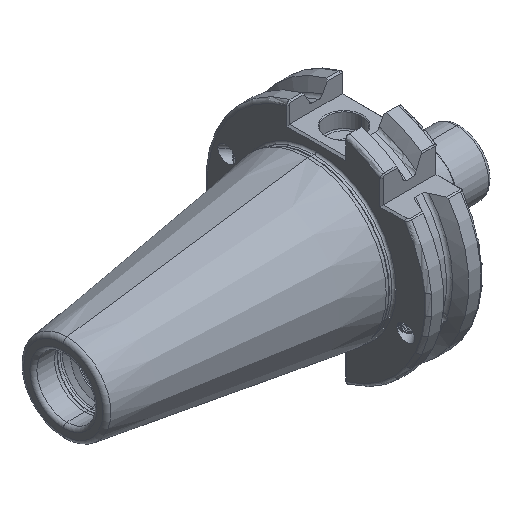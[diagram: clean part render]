
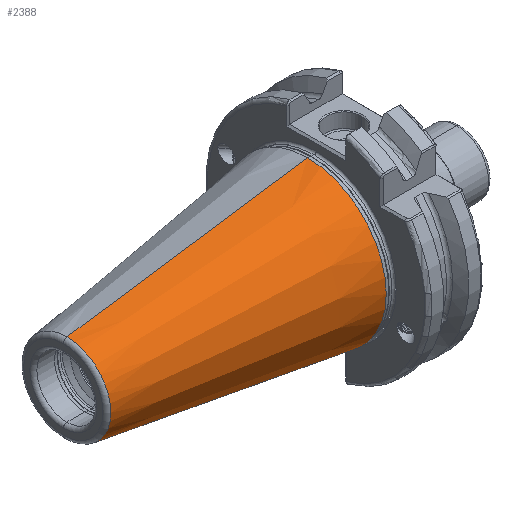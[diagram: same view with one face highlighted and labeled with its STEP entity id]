
A CAD part, isometric view. The second image highlights one B-rep face of the part: STEP entity #2388.
In plain terms, the highlighted conical face has half-angle 8.297 degrees and reference radius 22.692 mm.
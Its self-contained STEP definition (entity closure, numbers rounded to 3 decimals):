
#148 = CARTESIAN_POINT ( 'NONE',  ( -2.5, 0., 0. ) ) ;
#149 = DIRECTION ( 'NONE',  ( 1., 0., 0. ) ) ;
#150 = DIRECTION ( 'NONE',  ( 0., 0., -1. ) ) ;
#176 = CARTESIAN_POINT ( 'NONE',  ( -70.573, 0., 0. ) ) ;
#177 = DIRECTION ( 'NONE',  ( 1., 0., 0. ) ) ;
#178 = DIRECTION ( 'NONE',  ( 0., 0., 1. ) ) ;
#1705 = CARTESIAN_POINT ( 'NONE',  ( -70.573, 0., 12.4 ) ) ;
#1706 = CARTESIAN_POINT ( 'NONE',  ( -70.573, 0., -12.4 ) ) ;
#1715 = CARTESIAN_POINT ( 'NONE',  ( -2.5, 0., 22.327 ) ) ;
#1716 = CARTESIAN_POINT ( 'NONE',  ( -2.5, 0., -22.327 ) ) ;
#2055 = CARTESIAN_POINT ( 'NONE',  ( 0., 0., 0. ) ) ;
#2056 = DIRECTION ( 'NONE',  ( 1., 0., 0. ) ) ;
#2057 = DIRECTION ( 'NONE',  ( 0., 0., -1. ) ) ;
#2388 = ADVANCED_FACE ( 'NONE', ( #12337 ), #17674, .T. ) ;
#3051 = CIRCLE ( 'NONE', #10702, 22.327 ) ;
#3053 = CIRCLE ( 'NONE', #10704, 12.4 ) ;
#3517 = VERTEX_POINT ( 'NONE', #1705 ) ;
#3518 = VERTEX_POINT ( 'NONE', #1706 ) ;
#3527 = VERTEX_POINT ( 'NONE', #1715 ) ;
#3528 = VERTEX_POINT ( 'NONE', #1716 ) ;
#3587 = ORIENTED_EDGE ( 'NONE', *, *, #17063, .T. ) ;
#3588 = ORIENTED_EDGE ( 'NONE', *, *, #17061, .F. ) ;
#3589 = ORIENTED_EDGE ( 'NONE', *, *, #9055, .T. ) ;
#3591 = ORIENTED_EDGE ( 'NONE', *, *, #9052, .F. ) ;
#6021 = EDGE_LOOP ( 'NONE', ( #3588, #3589, #3587, #3591 ) ) ;
#9052 = EDGE_CURVE ( 'NONE', #3527, #3528, #3051, .T. ) ;
#9055 = EDGE_CURVE ( 'NONE', #3517, #3518, #3053, .T. ) ;
#10702 = AXIS2_PLACEMENT_3D ( 'NONE', #148, #149, #150 ) ;
#10704 = AXIS2_PLACEMENT_3D ( 'NONE', #176, #177, #178 ) ;
#11300 = VECTOR ( 'NONE', #13131, 1000. ) ;
#11302 = VECTOR ( 'NONE', #13137, 1000. ) ;
#12333 = AXIS2_PLACEMENT_3D ( 'NONE', #2055, #2056, #2057 ) ;
#12337 = FACE_OUTER_BOUND ( 'NONE', #6021, .T. ) ;
#13129 = LINE ( 'NONE', #13130, #11300 ) ;
#13130 = CARTESIAN_POINT ( 'NONE',  ( 0., 0., 22.692 ) ) ;
#13131 = DIRECTION ( 'NONE',  ( 0.99, 0., 0.144 ) ) ;
#13135 = LINE ( 'NONE', #13136, #11302 ) ;
#13136 = CARTESIAN_POINT ( 'NONE',  ( 0., 0., -22.692 ) ) ;
#13137 = DIRECTION ( 'NONE',  ( 0.99, 0., -0.144 ) ) ;
#17061 = EDGE_CURVE ( 'NONE', #3517, #3527, #13129, .T. ) ;
#17063 = EDGE_CURVE ( 'NONE', #3518, #3528, #13135, .T. ) ;
#17674 = CONICAL_SURFACE ( 'NONE', #12333, 22.692, 0.145 ) ;
